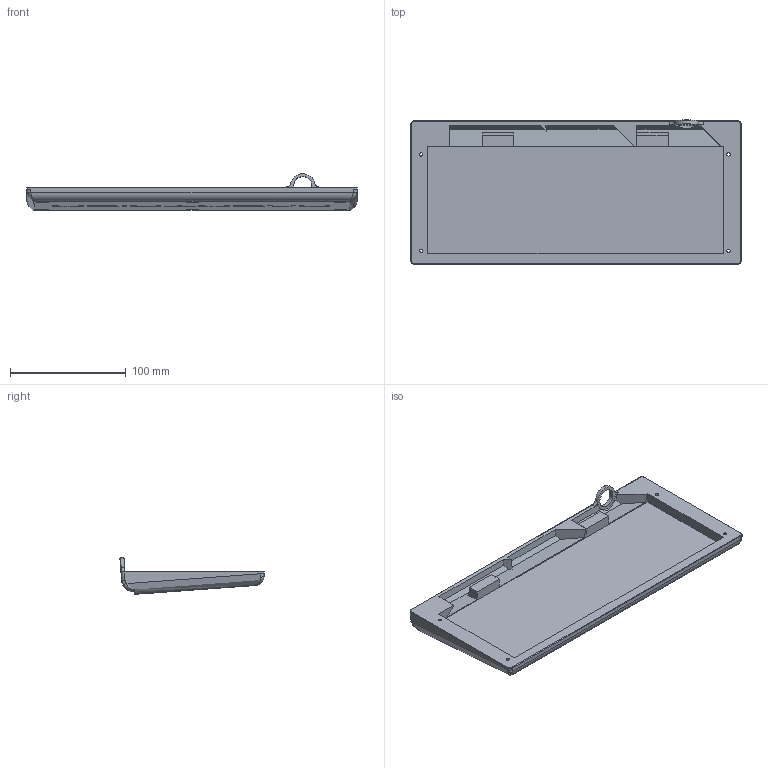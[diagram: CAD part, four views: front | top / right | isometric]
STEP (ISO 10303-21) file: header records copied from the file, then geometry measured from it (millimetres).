
FILE_DESCRIPTION(/* description */ ('','CAx-IF Rec.Pracs.---Representation and Presentation of Product Manufacturing Information (PMI)---4.0---2014-10-13'),/* implementation_level */ '2;1');
FILE_NAME(/* name */ 'bottom.step',/* time_stamp */ '2024-12-10T18:20:51+01:00',/* author */ (''),/* organization */ (''),/* preprocessor_version */ 'ST-DEVELOPER v20',/* originating_system */ 'Autodesk Translation Framework v13.20.0.188',/* authorisation */ '');
FILE_SCHEMA (('AP242_MANAGED_MODEL_BASED_3D_ENGINEERING_MIM_LF { 1 0 10303 442 1 1 4 }'));
Length unit declared in the file: millimetre
Products named in the file (2): hacktrick_case_; bottom-final
Assembly tree (1 placements, depth 2):
  hacktrick_case_
    bottom-final
Bounding box: 285 x 124.3 x 31.68 mm (x, y, z)
Volume: 297353.3 mm3; surface area: 89591.5 mm2
Topology: 1 solids, 1 shells, 410 faces, 1151 edges, 756 vertices
Faces by surface type: bspline 238, plane 130, cylinder 31, torus 7, cone 4
Full cylindrical faces by diameter (mm): 2.8 x4, 4.974 x4, 10 x6
Entity records: 15795 total; most frequent: CARTESIAN_POINT 6785, ORIENTED_EDGE 2286, EDGE_CURVE 1143, DIRECTION 1096, VERTEX_POINT 752, LINE 574, VECTOR 574, B_SPLINE_CURVE_WITH_KNOTS 483
